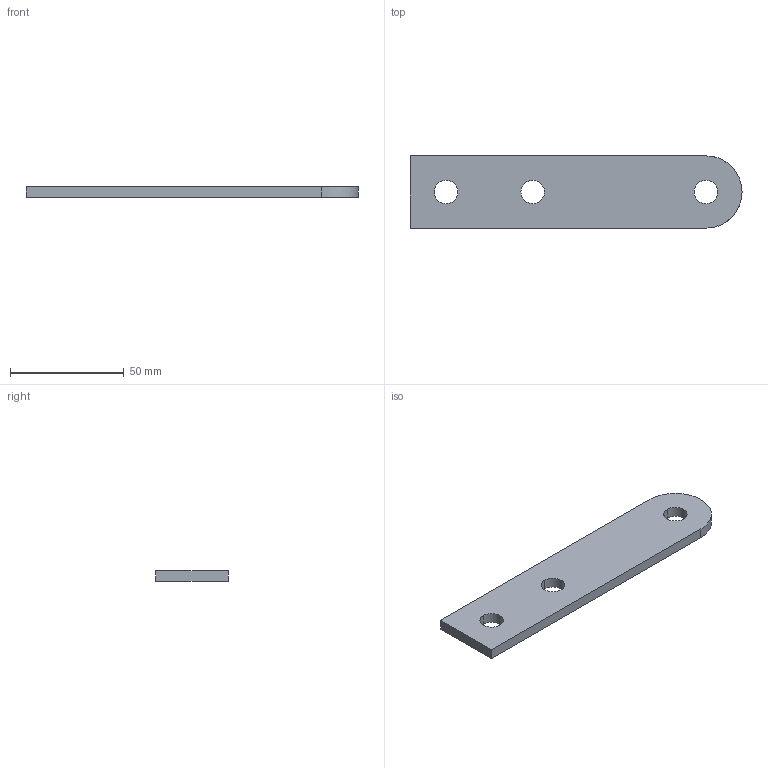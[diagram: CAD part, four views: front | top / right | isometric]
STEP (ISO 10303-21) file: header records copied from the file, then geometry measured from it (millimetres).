
FILE_DESCRIPTION(('TurboCAD Mac Pro'),'Build 980');
FILE_NAME('A2324.stp',' ',(''),(''),'ACIS Interop','IMSI','TurboCAD Mac Pro BY IMSI, INCORPORATED');
FILE_SCHEMA(('automotive_design'));
Length unit declared in the file: inch
Products named in the file (1): 1
Bounding box: 146.05 x 31.75 x 4.76 mm (x, y, z)
Volume: 20373.5 mm3; surface area: 10647.6 mm2
Topology: 1 solids, 1 shells, 19 faces, 51 edges, 34 vertices
Faces by surface type: bspline 14, plane 5
Entity records: 857 total; most frequent: CARTESIAN_POINT 287, ORIENTED_EDGE 102, EDGE_CURVE 51, DIRECTION 35, VERTEX_POINT 34, B_SPLINE_CURVE_WITH_KNOTS 28, EDGE_LOOP 25, LINE 23
